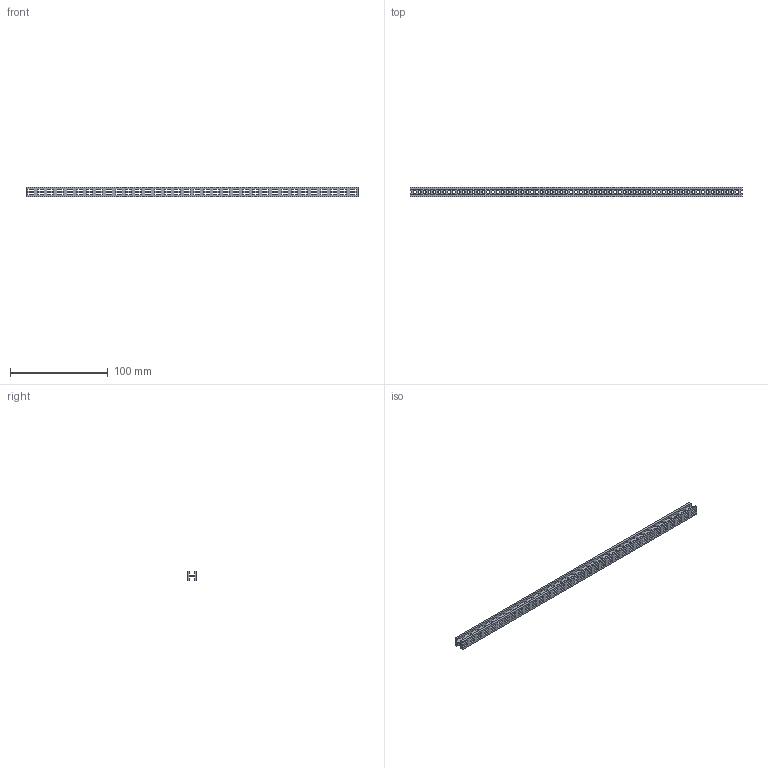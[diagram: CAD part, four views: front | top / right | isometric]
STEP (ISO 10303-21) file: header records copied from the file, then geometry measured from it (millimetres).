
FILE_DESCRIPTION (( 'STEP AP203' ), '1' );
FILE_NAME ('Beam 340.STEP', '2017-02-03T08:56:49', ( '' ), ( '' ), 'SwSTEP 2.0', 'SolidWorks 2015', '' );
FILE_SCHEMA (( 'CONFIG_CONTROL_DESIGN' ));
Length unit declared in the file: millimetre
Products named in the file (1): Beam 340
Bounding box: 340 x 10 x 10 mm (x, y, z)
Volume: 13454.7 mm3; surface area: 20540.4 mm2
Topology: 1 solids, 1 shells, 561 faces, 2085 edges, 1390 vertices
Faces by surface type: plane 424, cylinder 137
Entity records: 22762 total; most frequent: ORIENTED_EDGE 4170, CARTESIAN_POINT 4037, DIRECTION 3483, EDGE_CURVE 2085, LINE 1811, VECTOR 1811, VERTEX_POINT 1390, AXIS2_PLACEMENT_3D 836
